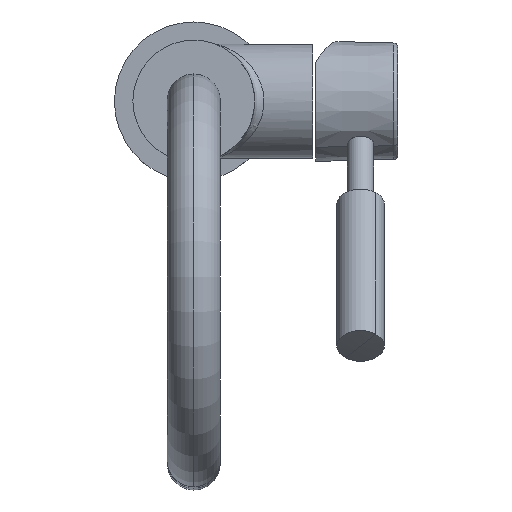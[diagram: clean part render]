
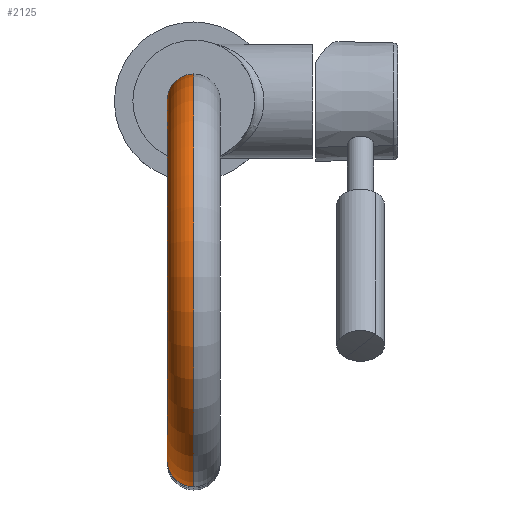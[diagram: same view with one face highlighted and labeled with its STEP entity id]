
A CAD part, top view. The second image highlights one B-rep face of the part: STEP entity #2125.
In plain terms, the highlighted toroidal (fillet/blend) face has major radius 68 mm and minor radius 10 mm.
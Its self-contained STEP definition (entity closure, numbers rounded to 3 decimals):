
#102 = ORIENTED_EDGE ( 'NONE', *, *, #638, .T. ) ;
#147 = CARTESIAN_POINT ( 'NONE',  ( 0., 112., 0. ) ) ;
#164 = ORIENTED_EDGE ( 'NONE', *, *, #958, .F. ) ;
#200 = DIRECTION ( 'NONE',  ( -1., 0., 0. ) ) ;
#292 = VERTEX_POINT ( 'NONE', #1022 ) ;
#302 = AXIS2_PLACEMENT_3D ( 'NONE', #923, #1327, #1726 ) ;
#310 = TOROIDAL_SURFACE ( 'NONE', #1190, 68., 10. ) ;
#328 = CARTESIAN_POINT ( 'NONE',  ( 68., 112., 0. ) ) ;
#558 = CARTESIAN_POINT ( 'NONE',  ( 125.965, 114.024, 0. ) ) ;
#578 = VERTEX_POINT ( 'NONE', #740 ) ;
#628 = DIRECTION ( 'NONE',  ( -1., 0., 0. ) ) ;
#638 = EDGE_CURVE ( 'NONE', #1709, #578, #1674, .T. ) ;
#676 = CIRCLE ( 'NONE', #1423, 78. ) ;
#740 = CARTESIAN_POINT ( 'NONE',  ( 10., 112., 0. ) ) ;
#789 = DIRECTION ( 'NONE',  ( 0., 1., 0. ) ) ;
#800 = ORIENTED_EDGE ( 'NONE', *, *, #2227, .T. ) ;
#822 = ORIENTED_EDGE ( 'NONE', *, *, #1589, .T. ) ;
#826 = VERTEX_POINT ( 'NONE', #558 ) ;
#923 = CARTESIAN_POINT ( 'NONE',  ( 135.959, 114.373, 0. ) ) ;
#939 = DIRECTION ( 'NONE',  ( 0., 0., 1. ) ) ;
#940 = EDGE_CURVE ( 'NONE', #292, #826, #1468, .T. ) ;
#950 = DIRECTION ( 'NONE',  ( -1., 0., 0. ) ) ;
#958 = EDGE_CURVE ( 'NONE', #2348, #292, #676, .T. ) ;
#966 = DIRECTION ( 'NONE',  ( 0., 1., 0. ) ) ;
#971 = AXIS2_PLACEMENT_3D ( 'NONE', #2424, #789, #1222 ) ;
#1022 = CARTESIAN_POINT ( 'NONE',  ( 145.952, 114.722, 0. ) ) ;
#1047 = ORIENTED_EDGE ( 'NONE', *, *, #940, .F. ) ;
#1079 = DIRECTION ( 'NONE',  ( 0., 0., -1. ) ) ;
#1170 = CARTESIAN_POINT ( 'NONE',  ( 68., 112., 0. ) ) ;
#1182 = DIRECTION ( 'NONE',  ( 0., 0., -1. ) ) ;
#1190 = AXIS2_PLACEMENT_3D ( 'NONE', #1170, #1182, #200 ) ;
#1222 = DIRECTION ( 'NONE',  ( 0., 0., 1. ) ) ;
#1314 = CARTESIAN_POINT ( 'NONE',  ( 0., 112., 10. ) ) ;
#1327 = DIRECTION ( 'NONE',  ( 0.035, -0.999, 0. ) ) ;
#1401 = FACE_OUTER_BOUND ( 'NONE', #1618, .T. ) ;
#1423 = AXIS2_PLACEMENT_3D ( 'NONE', #328, #2345, #950 ) ;
#1468 = CIRCLE ( 'NONE', #302, 10. ) ;
#1589 = EDGE_CURVE ( 'NONE', #2348, #1709, #1608, .T. ) ;
#1608 = CIRCLE ( 'NONE', #971, 10. ) ;
#1618 = EDGE_LOOP ( 'NONE', ( #164, #822, #102, #800, #1047 ) ) ;
#1636 = CARTESIAN_POINT ( 'NONE',  ( 68., 112., 0. ) ) ;
#1674 = CIRCLE ( 'NONE', #1754, 10. ) ;
#1709 = VERTEX_POINT ( 'NONE', #1314 ) ;
#1726 = DIRECTION ( 'NONE',  ( 0., 0., 1. ) ) ;
#1754 = AXIS2_PLACEMENT_3D ( 'NONE', #147, #966, #939 ) ;
#1856 = CIRCLE ( 'NONE', #2143, 58. ) ;
#2125 = ADVANCED_FACE ( 'NONE', ( #1401 ), #310, .T. ) ;
#2143 = AXIS2_PLACEMENT_3D ( 'NONE', #1636, #1079, #628 ) ;
#2227 = EDGE_CURVE ( 'NONE', #578, #826, #1856, .T. ) ;
#2345 = DIRECTION ( 'NONE',  ( 0., 0., -1. ) ) ;
#2348 = VERTEX_POINT ( 'NONE', #2437 ) ;
#2424 = CARTESIAN_POINT ( 'NONE',  ( 0., 112., 0. ) ) ;
#2437 = CARTESIAN_POINT ( 'NONE',  ( -10., 112., 0. ) ) ;
